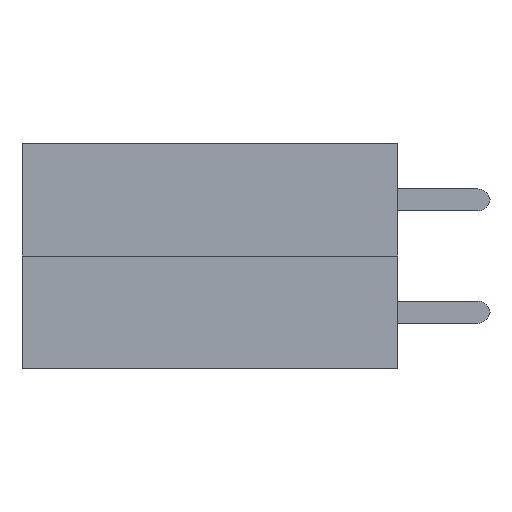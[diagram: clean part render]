
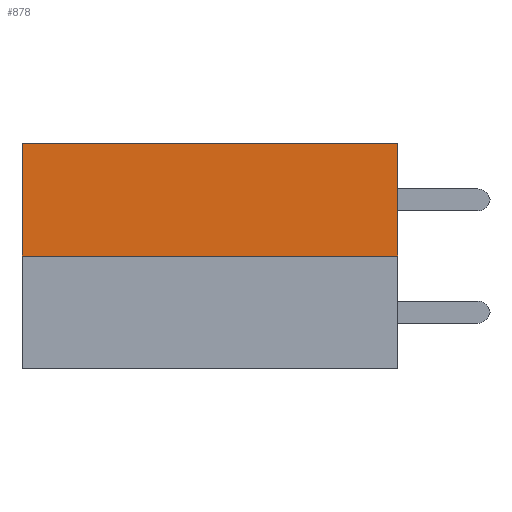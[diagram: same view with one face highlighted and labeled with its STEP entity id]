
A CAD part, left-side view. The second image highlights one B-rep face of the part: STEP entity #878.
In plain terms, the highlighted planar face has unit normal (-1, 0, 0).
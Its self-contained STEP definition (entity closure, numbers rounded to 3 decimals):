
#36 = VECTOR ( 'NONE', #42, 1000. ) ;
#40 = VERTEX_POINT ( 'NONE', #52 ) ;
#42 = DIRECTION ( 'NONE',  ( 0., -1., 0. ) ) ;
#48 = EDGE_CURVE ( 'NONE', #455, #756, #1101, .T. ) ;
#52 = CARTESIAN_POINT ( 'NONE',  ( -2.54, 0., 2.54 ) ) ;
#181 = FACE_OUTER_BOUND ( 'NONE', #988, .T. ) ;
#217 = CARTESIAN_POINT ( 'NONE',  ( -2.54, 0., 0. ) ) ;
#311 = VECTOR ( 'NONE', #496, 1000. ) ;
#314 = AXIS2_PLACEMENT_3D ( 'NONE', #574, #689, #926 ) ;
#358 = VECTOR ( 'NONE', #1291, 1000. ) ;
#448 = EDGE_CURVE ( 'NONE', #40, #756, #1140, .T. ) ;
#455 = VERTEX_POINT ( 'NONE', #925 ) ;
#477 = VECTOR ( 'NONE', #1057, 1000. ) ;
#496 = DIRECTION ( 'NONE',  ( 0., 0., -1. ) ) ;
#519 = EDGE_CURVE ( 'NONE', #1470, #455, #1346, .T. ) ;
#574 = CARTESIAN_POINT ( 'NONE',  ( -2.54, 0., 2.54 ) ) ;
#590 = CARTESIAN_POINT ( 'NONE',  ( -2.54, 0., 2.54 ) ) ;
#614 = ORIENTED_EDGE ( 'NONE', *, *, #448, .F. ) ;
#689 = DIRECTION ( 'NONE',  ( 1., 0., 0. ) ) ;
#729 = CARTESIAN_POINT ( 'NONE',  ( -2.54, 0., 0. ) ) ;
#756 = VERTEX_POINT ( 'NONE', #217 ) ;
#842 = ORIENTED_EDGE ( 'NONE', *, *, #519, .T. ) ;
#866 = ORIENTED_EDGE ( 'NONE', *, *, #48, .T. ) ;
#878 = ADVANCED_FACE ( 'NONE', ( #181 ), #923, .F. ) ;
#880 = LINE ( 'NONE', #1184, #358 ) ;
#919 = CARTESIAN_POINT ( 'NONE',  ( -2.54, 8.5, 2.54 ) ) ;
#923 = PLANE ( 'NONE',  #314 ) ;
#925 = CARTESIAN_POINT ( 'NONE',  ( -2.54, 8.5, 0. ) ) ;
#926 = DIRECTION ( 'NONE',  ( 0., 0., -1. ) ) ;
#988 = EDGE_LOOP ( 'NONE', ( #866, #614, #1251, #842 ) ) ;
#1057 = DIRECTION ( 'NONE',  ( 0., 0., -1. ) ) ;
#1101 = LINE ( 'NONE', #729, #36 ) ;
#1140 = LINE ( 'NONE', #590, #477 ) ;
#1184 = CARTESIAN_POINT ( 'NONE',  ( -2.54, 0., 2.54 ) ) ;
#1185 = CARTESIAN_POINT ( 'NONE',  ( -2.54, 8.5, 2.54 ) ) ;
#1251 = ORIENTED_EDGE ( 'NONE', *, *, #1268, .F. ) ;
#1268 = EDGE_CURVE ( 'NONE', #1470, #40, #880, .T. ) ;
#1291 = DIRECTION ( 'NONE',  ( 0., -1., 0. ) ) ;
#1346 = LINE ( 'NONE', #1185, #311 ) ;
#1470 = VERTEX_POINT ( 'NONE', #919 ) ;
